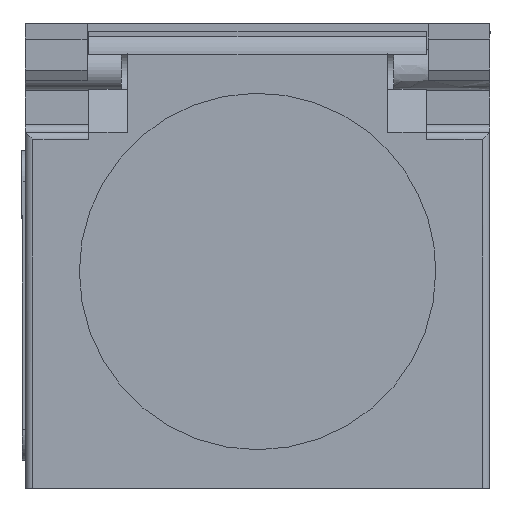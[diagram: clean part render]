
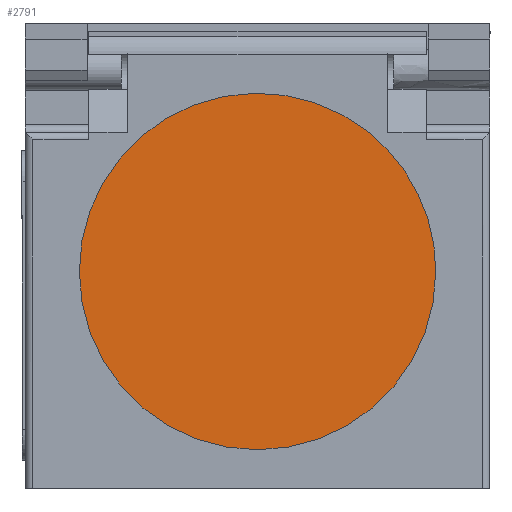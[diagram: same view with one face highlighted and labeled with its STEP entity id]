
A CAD part, front view. The second image highlights one B-rep face of the part: STEP entity #2791.
In plain terms, the highlighted planar face has unit normal (0, -1, 0).
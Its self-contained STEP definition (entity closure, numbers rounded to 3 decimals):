
#396=CARTESIAN_POINT('',(26.502,0.,14.));
#397=VERTEX_POINT('',#396);
#406=CARTESIAN_POINT('',(3.498,0.,14.));
#407=VERTEX_POINT('',#406);
#408=CARTESIAN_POINT('',(15.0,0.,14.));
#409=DIRECTION('',(0.0,-1.0,0.0));
#410=DIRECTION('',(1.0,0.0,0.0));
#411=AXIS2_PLACEMENT_3D('',#408,#409,#410);
#412=CIRCLE('',#411,11.502);
#413=EDGE_CURVE('',#407,#397,#412,.T.);
#2762=CARTESIAN_POINT('',(22.162,0.,23.));
#2763=VERTEX_POINT('',#2762);
#2764=CARTESIAN_POINT('',(15.0,0.,14.));
#2765=DIRECTION('',(0.0,-1.0,0.0));
#2766=DIRECTION('',(1.0,0.0,0.0));
#2767=AXIS2_PLACEMENT_3D('',#2764,#2765,#2766);
#2768=CIRCLE('',#2767,11.502);
#2769=EDGE_CURVE('',#2763,#407,#2768,.T.);
#2771=CARTESIAN_POINT('',(15.0,0.,14.));
#2772=DIRECTION('',(0.0,-1.0,0.0));
#2773=DIRECTION('',(1.0,0.0,0.0));
#2774=AXIS2_PLACEMENT_3D('',#2771,#2772,#2773);
#2775=CIRCLE('',#2774,11.502);
#2776=EDGE_CURVE('',#397,#2763,#2775,.T.);
#2781=CARTESIAN_POINT('',(14.911,0.,4.125));
#2782=DIRECTION('',(0.0,-1.0,0.0));
#2783=DIRECTION('',(0.0,0.0,1.0));
#2784=AXIS2_PLACEMENT_3D('',#2781,#2782,#2783);
#2785=PLANE('',#2784);
#2786=ORIENTED_EDGE('',*,*,#2769,.T.);
#2787=ORIENTED_EDGE('',*,*,#413,.T.);
#2788=ORIENTED_EDGE('',*,*,#2776,.T.);
#2789=EDGE_LOOP('',(#2786,#2787,#2788));
#2790=FACE_OUTER_BOUND('',#2789,.T.);
#2791=ADVANCED_FACE('',(#2790),#2785,.T.);
